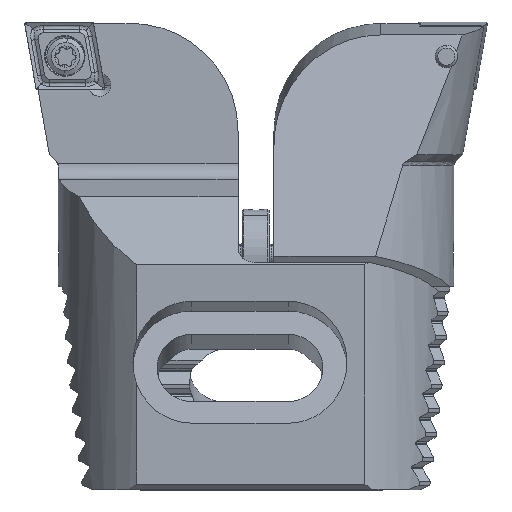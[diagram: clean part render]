
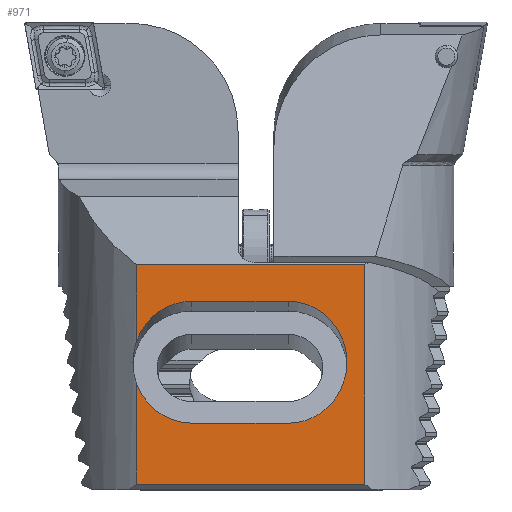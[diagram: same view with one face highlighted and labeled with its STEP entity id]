
A CAD part, top view. The second image highlights one B-rep face of the part: STEP entity #971.
In plain terms, the highlighted planar face has unit normal (0, 0, 1).
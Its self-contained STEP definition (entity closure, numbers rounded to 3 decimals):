
#2 = EDGE_CURVE ( 'NONE', #7583, #7561, #4708, .T. ) ;
#122 = EDGE_CURVE ( 'NONE', #2579, #5416, #8099, .T. ) ;
#173 = CARTESIAN_POINT ( 'NONE',  ( 31.25, -75.048, 29. ) ) ;
#244 = CARTESIAN_POINT ( 'NONE',  ( 20.919, 0.932, 29. ) ) ;
#414 = CARTESIAN_POINT ( 'NONE',  ( 31.25, -52.271, 29. ) ) ;
#681 = VERTEX_POINT ( 'NONE', #173 ) ;
#690 = AXIS2_PLACEMENT_3D ( 'NONE', #714, #3030, #3067 ) ;
#714 = CARTESIAN_POINT ( 'NONE',  ( 84., -86.45, 29. ) ) ;
#830 = ORIENTED_EDGE ( 'NONE', *, *, #7858, .T. ) ;
#887 = VECTOR ( 'NONE', #2562, 1000. ) ;
#971 = ADVANCED_FACE ( 'NONE', ( #5879 ), #2260, .F. ) ;
#1079 = ORIENTED_EDGE ( 'NONE', *, *, #2573, .T. ) ;
#1105 = CARTESIAN_POINT ( 'NONE',  ( 63.581, -45.45, 29. ) ) ;
#1164 = VECTOR ( 'NONE', #6265, 1000. ) ;
#1304 = LINE ( 'NONE', #7108, #5437 ) ;
#1362 = CARTESIAN_POINT ( 'NONE',  ( 71.25, -52.271, 29. ) ) ;
#1381 = VERTEX_POINT ( 'NONE', #414 ) ;
#1448 = ORIENTED_EDGE ( 'NONE', *, *, #2, .T. ) ;
#1645 = CARTESIAN_POINT ( 'NONE',  ( 49.25, -52.271, 29. ) ) ;
#1832 = CARTESIAN_POINT ( 'NONE',  ( 20.919, -45.45, 29. ) ) ;
#1911 = CARTESIAN_POINT ( 'NONE',  ( 84., -52.271, 29. ) ) ;
#1991 = DIRECTION ( 'NONE',  ( 1., 0., 0. ) ) ;
#2260 = PLANE ( 'NONE',  #690 ) ;
#2551 = VECTOR ( 'NONE', #3911, 1000. ) ;
#2559 =( BOUNDED_CURVE ( )  B_SPLINE_CURVE ( 3, ( #9271, #8760, #7872, #7744 ),
 .UNSPECIFIED., .F., .T. ) 
 B_SPLINE_CURVE_WITH_KNOTS ( ( 4, 4 ),
 ( 0., 1.22 ),
 .UNSPECIFIED. ) 
 CURVE ( )  GEOMETRIC_REPRESENTATION_ITEM ( )  RATIONAL_B_SPLINE_CURVE ( ( 1., 0.88, 0.88, 1. ) ) 
 REPRESENTATION_ITEM ( '' )  );
#2562 = DIRECTION ( 'NONE',  ( 0., -1., 0. ) ) ;
#2573 = EDGE_CURVE ( 'NONE', #9350, #8780, #8874, .T. ) ;
#2579 = VERTEX_POINT ( 'NONE', #9917 ) ;
#2609 = VECTOR ( 'NONE', #9561, 1000. ) ;
#2989 = ORIENTED_EDGE ( 'NONE', *, *, #6756, .T. ) ;
#3030 = DIRECTION ( 'NONE',  ( 0., 0., -1. ) ) ;
#3067 = DIRECTION ( 'NONE',  ( -1., 0., 0. ) ) ;
#3113 = CARTESIAN_POINT ( 'NONE',  ( 84., -75.048, 29. ) ) ;
#3285 = CARTESIAN_POINT ( 'NONE',  ( 20.919, -59.748, 29. ) ) ;
#3604 = CARTESIAN_POINT ( 'NONE',  ( 22.56, -55.104, 29. ) ) ;
#3701 = EDGE_CURVE ( 'NONE', #681, #4549, #2559, .T. ) ;
#3772 = VERTEX_POINT ( 'NONE', #3285 ) ;
#3911 = DIRECTION ( 'NONE',  ( -1., 0., 0. ) ) ;
#4131 = EDGE_CURVE ( 'NONE', #7561, #3772, #1304, .T. ) ;
#4214 = ORIENTED_EDGE ( 'NONE', *, *, #5053, .T. ) ;
#4320 = CARTESIAN_POINT ( 'NONE',  ( 49.25, -75.048, 29. ) ) ;
#4376 = CARTESIAN_POINT ( 'NONE',  ( 26.474, -52.271, 29. ) ) ;
#4549 = VERTEX_POINT ( 'NONE', #6100 ) ;
#4591 = ORIENTED_EDGE ( 'NONE', *, *, #122, .F. ) ;
#4708 = LINE ( 'NONE', #9769, #2609 ) ;
#4714 = ORIENTED_EDGE ( 'NONE', *, *, #6246, .T. ) ;
#5015 = LINE ( 'NONE', #244, #887 ) ;
#5053 = EDGE_CURVE ( 'NONE', #3772, #1381, #5143, .T. ) ;
#5143 =( BOUNDED_CURVE ( )  B_SPLINE_CURVE ( 3, ( #8259, #3604, #4376, #9794 ),
 .UNSPECIFIED., .F., .F. ) 
 B_SPLINE_CURVE_WITH_KNOTS ( ( 4, 4 ),
 ( 1.921, 3.142 ),
 .UNSPECIFIED. ) 
 CURVE ( )  GEOMETRIC_REPRESENTATION_ITEM ( )  RATIONAL_B_SPLINE_CURVE ( ( 1., 0.88, 0.88, 1. ) ) 
 REPRESENTATION_ITEM ( '' )  );
#5416 = VERTEX_POINT ( 'NONE', #6046 ) ;
#5437 = VECTOR ( 'NONE', #7341, 1000. ) ;
#5801 = ORIENTED_EDGE ( 'NONE', *, *, #4131, .T. ) ;
#5879 = FACE_OUTER_BOUND ( 'NONE', #7210, .T. ) ;
#6037 = VECTOR ( 'NONE', #9634, 1000. ) ;
#6046 = CARTESIAN_POINT ( 'NONE',  ( 20.919, -86.45, 29. ) ) ;
#6100 = CARTESIAN_POINT ( 'NONE',  ( 20.919, -67.571, 29. ) ) ;
#6243 = CARTESIAN_POINT ( 'NONE',  ( 63.581, 0.932, 29. ) ) ;
#6246 = EDGE_CURVE ( 'NONE', #1381, #9350, #8443, .T. ) ;
#6265 = DIRECTION ( 'NONE',  ( 0., 1., 0. ) ) ;
#6369 = VECTOR ( 'NONE', #1991, 1000. ) ;
#6717 = LINE ( 'NONE', #3113, #2551 ) ;
#6756 = EDGE_CURVE ( 'NONE', #2579, #7583, #7344, .T. ) ;
#7108 = CARTESIAN_POINT ( 'NONE',  ( 20.919, 0.932, 29. ) ) ;
#7210 = EDGE_LOOP ( 'NONE', ( #830, #9789, #8230, #4591, #2989, #1448, #5801, #4214, #4714, #1079 ) ) ;
#7341 = DIRECTION ( 'NONE',  ( 0., -1., 0. ) ) ;
#7344 = LINE ( 'NONE', #6243, #1164 ) ;
#7545 = EDGE_CURVE ( 'NONE', #4549, #5416, #5015, .T. ) ;
#7561 = VERTEX_POINT ( 'NONE', #1832 ) ;
#7583 = VERTEX_POINT ( 'NONE', #1105 ) ;
#7744 = CARTESIAN_POINT ( 'NONE',  ( 20.919, -67.571, 29. ) ) ;
#7858 = EDGE_CURVE ( 'NONE', #8780, #681, #6717, .T. ) ;
#7872 = CARTESIAN_POINT ( 'NONE',  ( 22.56, -72.215, 29. ) ) ;
#8099 = LINE ( 'NONE', #9437, #6037 ) ;
#8230 = ORIENTED_EDGE ( 'NONE', *, *, #7545, .T. ) ;
#8259 = CARTESIAN_POINT ( 'NONE',  ( 20.919, -59.748, 29. ) ) ;
#8443 = LINE ( 'NONE', #1911, #6369 ) ;
#8760 = CARTESIAN_POINT ( 'NONE',  ( 26.474, -75.048, 29. ) ) ;
#8780 = VERTEX_POINT ( 'NONE', #4320 ) ;
#8874 =( BOUNDED_CURVE ( )  B_SPLINE_CURVE ( 3, ( #9219, #1362, #9286, #9147 ),
 .UNSPECIFIED., .F., .F. ) 
 B_SPLINE_CURVE_WITH_KNOTS ( ( 4, 4 ),
 ( 3.142, 6.283 ),
 .UNSPECIFIED. ) 
 CURVE ( )  GEOMETRIC_REPRESENTATION_ITEM ( )  RATIONAL_B_SPLINE_CURVE ( ( 1., 0.333, 0.333, 1. ) ) 
 REPRESENTATION_ITEM ( '' )  );
#9147 = CARTESIAN_POINT ( 'NONE',  ( 49.25, -75.048, 29. ) ) ;
#9219 = CARTESIAN_POINT ( 'NONE',  ( 49.25, -52.271, 29. ) ) ;
#9271 = CARTESIAN_POINT ( 'NONE',  ( 31.25, -75.048, 29. ) ) ;
#9286 = CARTESIAN_POINT ( 'NONE',  ( 71.25, -75.048, 29. ) ) ;
#9350 = VERTEX_POINT ( 'NONE', #1645 ) ;
#9437 = CARTESIAN_POINT ( 'NONE',  ( 84., -86.45, 29. ) ) ;
#9561 = DIRECTION ( 'NONE',  ( -1., 0., 0. ) ) ;
#9634 = DIRECTION ( 'NONE',  ( -1., 0., 0. ) ) ;
#9769 = CARTESIAN_POINT ( 'NONE',  ( 84., -45.45, 29. ) ) ;
#9789 = ORIENTED_EDGE ( 'NONE', *, *, #3701, .T. ) ;
#9794 = CARTESIAN_POINT ( 'NONE',  ( 31.25, -52.271, 29. ) ) ;
#9917 = CARTESIAN_POINT ( 'NONE',  ( 63.581, -86.45, 29. ) ) ;
